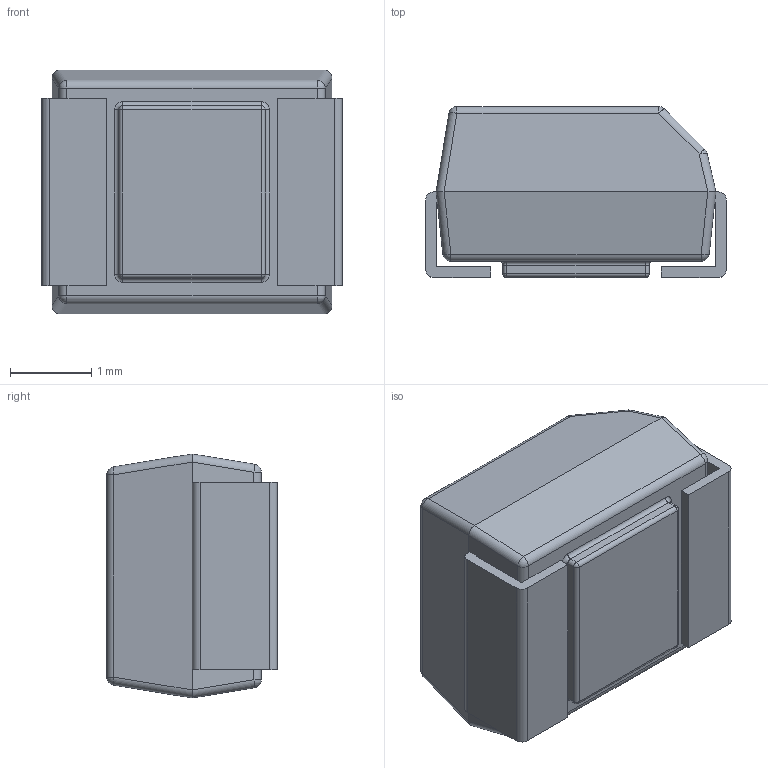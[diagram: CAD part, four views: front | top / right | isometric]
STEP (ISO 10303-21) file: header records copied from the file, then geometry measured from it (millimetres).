
FILE_DESCRIPTION(/* description */ (''),/* implementation_level */ '2;1');
FILE_NAME(/* name */ 'T491B105K035AT.stp',/* time_stamp */ '2021-05-13T18:10:58+03:00',/* author */ ('thall'),/* organization */ (''),/* preprocessor_version */ 'ST-DEVELOPER v18.1',/* originating_system */ 'Autodesk Inventor 2021',/* authorisation */ '');
FILE_SCHEMA (('AUTOMOTIVE_DESIGN { 1 0 10303 214 3 1 1 }'));
Length unit declared in the file: millimetre
Products named in the file (5): T491B105K035AT; Package; Pins; Marking; Logo
Assembly tree (4 placements, depth 2):
  T491B105K035AT
    Package
    Pins
    Marking
    Logo
Bounding box: 3.7 x 2.1 x 3 mm (x, y, z)
Volume: 19.7 mm3; surface area: 70 mm2
Topology: 6 solids, 6 shells, 197 faces, 508 edges, 322 vertices
Faces by surface type: plane 92, bspline 51, cylinder 36, sphere 14, torus 4
Entity records: 6933 total; most frequent: CARTESIAN_POINT 2135, ORIENTED_EDGE 1016, DIRECTION 784, EDGE_CURVE 508, LINE 330, VECTOR 330, VERTEX_POINT 322, AXIS2_PLACEMENT_3D 227
